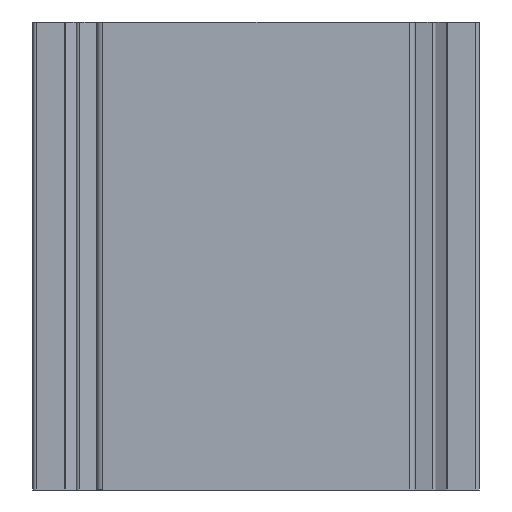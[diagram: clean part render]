
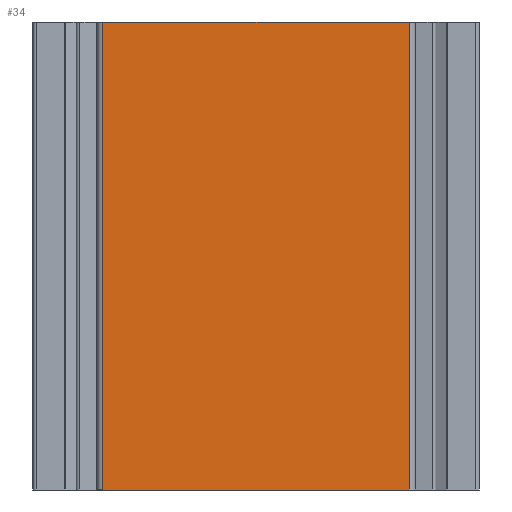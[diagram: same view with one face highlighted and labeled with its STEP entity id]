
A CAD part, left-side view. The second image highlights one B-rep face of the part: STEP entity #34.
In plain terms, the highlighted planar face has unit normal (-1, 0, 0).
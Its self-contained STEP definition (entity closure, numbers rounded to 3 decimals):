
#34=ADVANCED_FACE('',(#104),#1161,.T.);
#104=FACE_OUTER_BOUND('',#174,.T.);
#174=EDGE_LOOP('',(#298,#299,#300,#301));
#298=ORIENTED_EDGE('',*,*,#677,.T.);
#299=ORIENTED_EDGE('',*,*,#678,.T.);
#300=ORIENTED_EDGE('',*,*,#679,.F.);
#301=ORIENTED_EDGE('',*,*,#675,.F.);
#675=EDGE_CURVE('',#1054,#1055,#873,.T.);
#677=EDGE_CURVE('',#1054,#1056,#875,.T.);
#678=EDGE_CURVE('',#1056,#1057,#876,.T.);
#679=EDGE_CURVE('',#1055,#1057,#877,.T.);
#873=(
BOUNDED_CURVE()
B_SPLINE_CURVE(1,(#1690,#1691),.UNSPECIFIED.,.F.,.F.)
B_SPLINE_CURVE_WITH_KNOTS((2,2),(0.,14.681),.UNSPECIFIED.)
CURVE()
GEOMETRIC_REPRESENTATION_ITEM()
RATIONAL_B_SPLINE_CURVE((1.,1.))
REPRESENTATION_ITEM('')
);
#875=(
BOUNDED_CURVE()
B_SPLINE_CURVE(2,(#1695,#1696,#1697),.UNSPECIFIED.,.F.,.F.)
B_SPLINE_CURVE_WITH_KNOTS((3,3),(-216.887,-207.287),
 .UNSPECIFIED.)
CURVE()
GEOMETRIC_REPRESENTATION_ITEM()
RATIONAL_B_SPLINE_CURVE((1.,1.,1.))
REPRESENTATION_ITEM('')
);
#876=(
BOUNDED_CURVE()
B_SPLINE_CURVE(1,(#1698,#1699),.UNSPECIFIED.,.F.,.F.)
B_SPLINE_CURVE_WITH_KNOTS((2,2),(0.,14.681),.UNSPECIFIED.)
CURVE()
GEOMETRIC_REPRESENTATION_ITEM()
RATIONAL_B_SPLINE_CURVE((1.,1.))
REPRESENTATION_ITEM('')
);
#877=(
BOUNDED_CURVE()
B_SPLINE_CURVE(2,(#1700,#1701,#1702),.UNSPECIFIED.,.F.,.F.)
B_SPLINE_CURVE_WITH_KNOTS((3,3),(-216.887,-207.287),
 .UNSPECIFIED.)
CURVE()
GEOMETRIC_REPRESENTATION_ITEM()
RATIONAL_B_SPLINE_CURVE((1.,1.,1.))
REPRESENTATION_ITEM('')
);
#1054=VERTEX_POINT('',#1525);
#1055=VERTEX_POINT('',#1526);
#1056=VERTEX_POINT('',#1527);
#1057=VERTEX_POINT('',#1528);
#1161=PLANE('',#1325);
#1325=AXIS2_PLACEMENT_3D('',#1479,#1397,$);
#1397=DIRECTION('',(-1.,0.,0.));
#1479=CARTESIAN_POINT('',(-9.,4.8,-3.798));
#1525=CARTESIAN_POINT('',(-9.,4.8,-3.798));
#1526=CARTESIAN_POINT('',(-9.,4.8,10.883));
#1527=CARTESIAN_POINT('',(-9.,-4.8,-3.798));
#1528=CARTESIAN_POINT('',(-9.,-4.8,10.883));
#1690=CARTESIAN_POINT('',(-9.,4.8,-3.798));
#1691=CARTESIAN_POINT('',(-9.,4.8,10.883));
#1695=CARTESIAN_POINT('',(-9.,4.8,-3.798));
#1696=CARTESIAN_POINT('',(-9.,0.,-3.798));
#1697=CARTESIAN_POINT('',(-9.,-4.8,-3.798));
#1698=CARTESIAN_POINT('',(-9.,-4.8,-3.798));
#1699=CARTESIAN_POINT('',(-9.,-4.8,10.883));
#1700=CARTESIAN_POINT('',(-9.,4.8,10.883));
#1701=CARTESIAN_POINT('',(-9.,0.,10.883));
#1702=CARTESIAN_POINT('',(-9.,-4.8,10.883));
